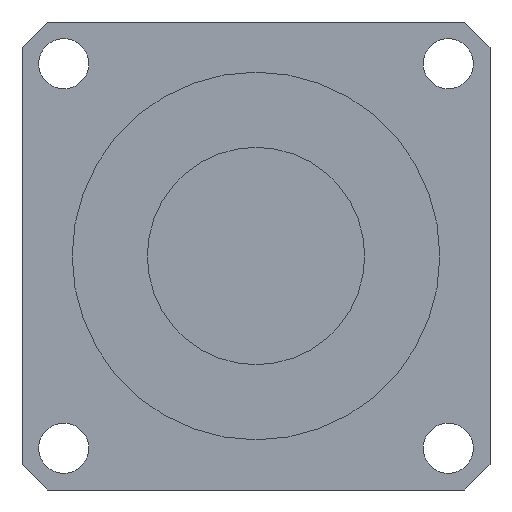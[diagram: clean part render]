
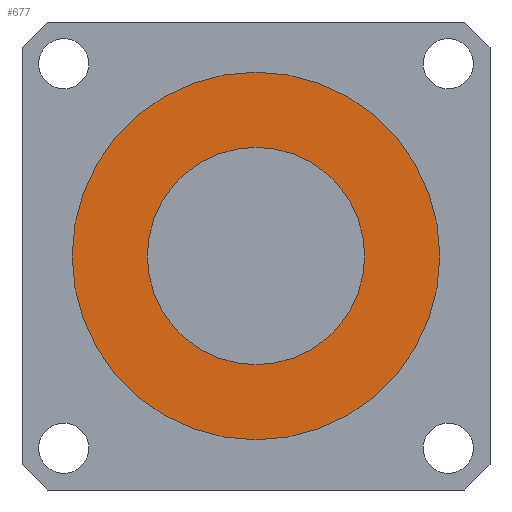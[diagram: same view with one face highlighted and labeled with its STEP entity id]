
A CAD part, front view. The second image highlights one B-rep face of the part: STEP entity #677.
In plain terms, the highlighted planar face has unit normal (0, -1, 0).
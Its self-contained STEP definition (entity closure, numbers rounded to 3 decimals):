
#146 = EDGE_LOOP ( 'NONE', ( #8779, #8511 ) ) ;
#226 = FACE_BOUND ( 'NONE', #146, .T. ) ;
#497 = DIRECTION ( 'NONE',  ( 0., -1., 0. ) ) ;
#498 = VERTEX_POINT ( 'NONE', #7750 ) ;
#677 = ADVANCED_FACE ( 'NONE', ( #226, #6388 ), #8841, .T. ) ;
#1093 = DIRECTION ( 'NONE',  ( 0., 0., -1. ) ) ;
#1106 = CARTESIAN_POINT ( 'NONE',  ( 0., 2.5, 6.5 ) ) ;
#1133 = EDGE_CURVE ( 'NONE', #9192, #4875, #2815, .T. ) ;
#1199 = ORIENTED_EDGE ( 'NONE', *, *, #3265, .T. ) ;
#1265 = CARTESIAN_POINT ( 'NONE',  ( 0., 2.5, 0. ) ) ;
#1375 = DIRECTION ( 'NONE',  ( 0., -1., 0. ) ) ;
#1778 = EDGE_LOOP ( 'NONE', ( #9568, #1199 ) ) ;
#2558 = DIRECTION ( 'NONE',  ( 0., -1., 0. ) ) ;
#2574 = EDGE_CURVE ( 'NONE', #498, #7453, #4698, .T. ) ;
#2815 = CIRCLE ( 'NONE', #8138, 6.5 ) ;
#3115 = AXIS2_PLACEMENT_3D ( 'NONE', #4322, #497, #6562 ) ;
#3265 = EDGE_CURVE ( 'NONE', #7453, #498, #7631, .T. ) ;
#3575 = CARTESIAN_POINT ( 'NONE',  ( 0., 2.5, 0. ) ) ;
#4200 = EDGE_CURVE ( 'NONE', #4875, #9192, #9075, .T. ) ;
#4322 = CARTESIAN_POINT ( 'NONE',  ( 0., 2.5, 0. ) ) ;
#4379 = DIRECTION ( 'NONE',  ( 0., 0., -1. ) ) ;
#4643 = DIRECTION ( 'NONE',  ( 0., -1., 0. ) ) ;
#4698 = CIRCLE ( 'NONE', #7457, 11. ) ;
#4875 = VERTEX_POINT ( 'NONE', #1106 ) ;
#5901 = DIRECTION ( 'NONE',  ( 0., -1., 0. ) ) ;
#6133 = DIRECTION ( 'NONE',  ( 0., 0., -1. ) ) ;
#6388 = FACE_OUTER_BOUND ( 'NONE', #1778, .T. ) ;
#6562 = DIRECTION ( 'NONE',  ( 0., 0., -1. ) ) ;
#7411 = DIRECTION ( 'NONE',  ( 0., 0., -1. ) ) ;
#7453 = VERTEX_POINT ( 'NONE', #8090 ) ;
#7457 = AXIS2_PLACEMENT_3D ( 'NONE', #9286, #4643, #6133 ) ;
#7631 = CIRCLE ( 'NONE', #9684, 11. ) ;
#7717 = CARTESIAN_POINT ( 'NONE',  ( 0., 2.5, -6.5 ) ) ;
#7750 = CARTESIAN_POINT ( 'NONE',  ( 0., 2.5, -11. ) ) ;
#8090 = CARTESIAN_POINT ( 'NONE',  ( 0., 2.5, 11. ) ) ;
#8138 = AXIS2_PLACEMENT_3D ( 'NONE', #3575, #1375, #4379 ) ;
#8511 = ORIENTED_EDGE ( 'NONE', *, *, #4200, .F. ) ;
#8743 = CARTESIAN_POINT ( 'NONE',  ( 0., 2.5, 0. ) ) ;
#8779 = ORIENTED_EDGE ( 'NONE', *, *, #1133, .F. ) ;
#8841 = PLANE ( 'NONE',  #9704 ) ;
#9075 = CIRCLE ( 'NONE', #3115, 6.5 ) ;
#9192 = VERTEX_POINT ( 'NONE', #7717 ) ;
#9286 = CARTESIAN_POINT ( 'NONE',  ( 0., 2.5, 0. ) ) ;
#9568 = ORIENTED_EDGE ( 'NONE', *, *, #2574, .T. ) ;
#9684 = AXIS2_PLACEMENT_3D ( 'NONE', #1265, #5901, #7411 ) ;
#9704 = AXIS2_PLACEMENT_3D ( 'NONE', #8743, #2558, #1093 ) ;
